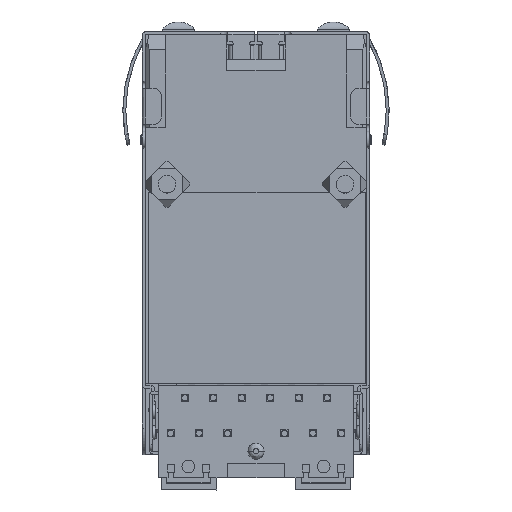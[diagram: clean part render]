
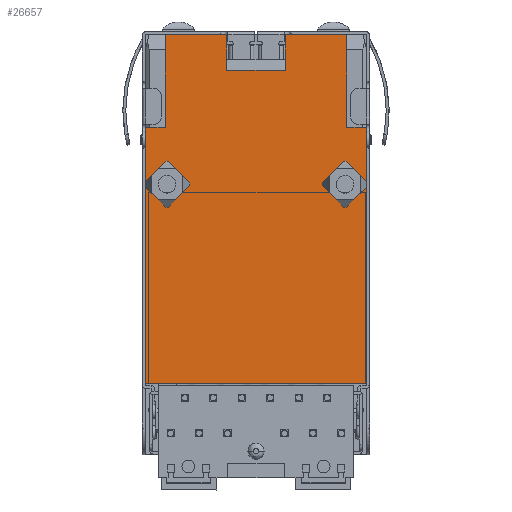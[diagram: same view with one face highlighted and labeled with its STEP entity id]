
A CAD part, front view. The second image highlights one B-rep face of the part: STEP entity #26657.
In plain terms, the highlighted planar face has unit normal (0, -1, 0).
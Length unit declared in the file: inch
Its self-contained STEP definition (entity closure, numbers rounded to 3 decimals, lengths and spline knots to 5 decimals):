
#272=LINE('',#36275,#2168);
#276=LINE('',#36326,#2172);
#278=LINE('',#36330,#2174);
#279=LINE('',#36338,#2175);
#281=LINE('',#36353,#2177);
#283=LINE('',#36357,#2179);
#284=LINE('',#36358,#2180);
#450=LINE('',#37892,#2346);
#451=LINE('',#37899,#2347);
#452=LINE('',#37910,#2348);
#455=LINE('',#37958,#2351);
#459=LINE('',#37973,#2355);
#461=LINE('',#37977,#2357);
#464=LINE('',#38014,#2360);
#467=LINE('',#38023,#2363);
#470=LINE('',#38034,#2366);
#471=LINE('',#38035,#2367);
#2168=VECTOR('',#30210,39.37008);
#2172=VECTOR('',#30230,39.37008);
#2174=VECTOR('',#30234,39.37008);
#2175=VECTOR('',#30239,39.37008);
#2177=VECTOR('',#30245,39.37008);
#2179=VECTOR('',#30249,39.37008);
#2180=VECTOR('',#30250,39.37008);
#2346=VECTOR('',#30840,39.37008);
#2347=VECTOR('',#30843,39.37008);
#2348=VECTOR('',#30846,39.37008);
#2351=VECTOR('',#30869,39.37008);
#2355=VECTOR('',#30879,39.37008);
#2357=VECTOR('',#30883,39.37008);
#2360=VECTOR('',#30892,39.37008);
#2363=VECTOR('',#30899,39.37008);
#2366=VECTOR('',#30906,39.37008);
#2367=VECTOR('',#30907,39.37008);
#4336=B_SPLINE_CURVE_WITH_KNOTS('',1,(#36035,#36036),.UNSPECIFIED.,.F.,
 .F.,(2,2),(0.,1.),.UNSPECIFIED.);
#4341=B_SPLINE_CURVE_WITH_KNOTS('',3,(#36054,#36055,#36056,#36057),
 .UNSPECIFIED.,.F.,.F.,(4,4),(0.,1.),.UNSPECIFIED.);
#4394=B_SPLINE_CURVE_WITH_KNOTS('',1,(#36283,#36284),.UNSPECIFIED.,.F.,
 .F.,(2,2),(0.,1.),.UNSPECIFIED.);
#4397=B_SPLINE_CURVE_WITH_KNOTS('',1,(#36293,#36294),.UNSPECIFIED.,.F.,
 .F.,(2,2),(0.,1.),.UNSPECIFIED.);
#4700=B_SPLINE_CURVE_WITH_KNOTS('',1,(#37791,#37792),.UNSPECIFIED.,.F.,
 .F.,(2,2),(0.,1.),.UNSPECIFIED.);
#4714=B_SPLINE_CURVE_WITH_KNOTS('',1,(#37864,#37865),.UNSPECIFIED.,.F.,
 .F.,(2,2),(0.,1.),.UNSPECIFIED.);
#4716=B_SPLINE_CURVE_WITH_KNOTS('',1,(#37873,#37874),.UNSPECIFIED.,.F.,
 .F.,(2,2),(0.,1.),.UNSPECIFIED.);
#4732=B_SPLINE_CURVE_WITH_KNOTS('',1,(#37940,#37941),.UNSPECIFIED.,.F.,
 .F.,(2,2),(0.,1.),.UNSPECIFIED.);
#4734=B_SPLINE_CURVE_WITH_KNOTS('',1,(#37948,#37949),.UNSPECIFIED.,.F.,
 .F.,(2,2),(0.,1.),.UNSPECIFIED.);
#4737=B_SPLINE_CURVE_WITH_KNOTS('',1,(#37959,#37960),.UNSPECIFIED.,.F.,
 .F.,(2,2),(0.,1.),.UNSPECIFIED.);
#4747=B_SPLINE_CURVE_WITH_KNOTS('',1,(#38020,#38021),.UNSPECIFIED.,.F.,
 .F.,(2,2),(0.,1.),.UNSPECIFIED.);
#7660=ORIENTED_EDGE('',*,*,#14805,.F.);
#7661=ORIENTED_EDGE('',*,*,#14786,.T.);
#7662=ORIENTED_EDGE('',*,*,#14784,.F.);
#7663=ORIENTED_EDGE('',*,*,#14779,.T.);
#7664=ORIENTED_EDGE('',*,*,#14772,.T.);
#7665=ORIENTED_EDGE('',*,*,#14775,.F.);
#7666=ORIENTED_EDGE('',*,*,#14745,.F.);
#7667=ORIENTED_EDGE('',*,*,#14749,.F.);
#7668=ORIENTED_EDGE('',*,*,#14755,.F.);
#7669=ORIENTED_EDGE('',*,*,#14758,.T.);
#7670=ORIENTED_EDGE('',*,*,#14762,.T.);
#7671=ORIENTED_EDGE('',*,*,#14778,.T.);
#7672=ORIENTED_EDGE('',*,*,#14721,.T.);
#7673=ORIENTED_EDGE('',*,*,#14230,.F.);
#7674=ORIENTED_EDGE('',*,*,#14222,.F.);
#7675=ORIENTED_EDGE('',*,*,#14227,.T.);
#7676=ORIENTED_EDGE('',*,*,#14217,.T.);
#7677=ORIENTED_EDGE('',*,*,#14219,.T.);
#7678=ORIENTED_EDGE('',*,*,#14198,.T.);
#7679=ORIENTED_EDGE('',*,*,#14201,.F.);
#7680=ORIENTED_EDGE('',*,*,#14204,.F.);
#7681=ORIENTED_EDGE('',*,*,#14229,.F.);
#7682=ORIENTED_EDGE('',*,*,#14123,.F.);
#7683=ORIENTED_EDGE('',*,*,#14129,.F.);
#7684=ORIENTED_EDGE('',*,*,#14806,.F.);
#7685=ORIENTED_EDGE('',*,*,#14801,.T.);
#7686=ORIENTED_EDGE('',*,*,#14800,.F.);
#7687=ORIENTED_EDGE('',*,*,#14797,.F.);
#14123=EDGE_CURVE('',#18626,#18627,#4336,.T.);
#14129=EDGE_CURVE('',#18630,#18626,#4341,.T.);
#14198=EDGE_CURVE('',#18688,#18687,#272,.T.);
#14201=EDGE_CURVE('',#18689,#18687,#4394,.T.);
#14204=EDGE_CURVE('',#18692,#18689,#4397,.T.);
#14217=EDGE_CURVE('',#18701,#18700,#276,.T.);
#14219=EDGE_CURVE('',#18700,#18688,#278,.F.);
#14222=EDGE_CURVE('',#18703,#18704,#279,.F.);
#14227=EDGE_CURVE('',#18703,#18701,#281,.F.);
#14229=EDGE_CURVE('',#18627,#18692,#283,.F.);
#14230=EDGE_CURVE('',#18704,#18707,#284,.F.);
#14721=EDGE_CURVE('',#19024,#18707,#4700,.T.);
#14745=EDGE_CURVE('',#19039,#19040,#4714,.T.);
#14749=EDGE_CURVE('',#19041,#19039,#4716,.T.);
#14755=EDGE_CURVE('',#19046,#19041,#450,.F.);
#14758=EDGE_CURVE('',#19046,#19047,#451,.F.);
#14762=EDGE_CURVE('',#19047,#19050,#452,.T.);
#14772=EDGE_CURVE('',#19058,#19057,#4732,.T.);
#14775=EDGE_CURVE('',#19040,#19057,#4734,.T.);
#14778=EDGE_CURVE('',#19050,#19024,#455,.T.);
#14779=EDGE_CURVE('',#19060,#19058,#4737,.T.);
#14784=EDGE_CURVE('',#19060,#19062,#459,.T.);
#14786=EDGE_CURVE('',#19063,#19062,#461,.T.);
#14797=EDGE_CURVE('',#19071,#19072,#464,.F.);
#14800=EDGE_CURVE('',#19072,#19073,#4747,.T.);
#14801=EDGE_CURVE('',#19074,#19073,#467,.T.);
#14805=EDGE_CURVE('',#19063,#19071,#470,.T.);
#14806=EDGE_CURVE('',#19074,#18630,#471,.T.);
#18626=VERTEX_POINT('',#36037);
#18627=VERTEX_POINT('',#36038);
#18630=VERTEX_POINT('',#36053);
#18687=VERTEX_POINT('',#36274);
#18688=VERTEX_POINT('',#36276);
#18689=VERTEX_POINT('',#36282);
#18692=VERTEX_POINT('',#36292);
#18700=VERTEX_POINT('',#36325);
#18701=VERTEX_POINT('',#36327);
#18703=VERTEX_POINT('',#36339);
#18704=VERTEX_POINT('',#36340);
#18707=VERTEX_POINT('',#36359);
#19024=VERTEX_POINT('',#37793);
#19039=VERTEX_POINT('',#37863);
#19040=VERTEX_POINT('',#37866);
#19041=VERTEX_POINT('',#37872);
#19046=VERTEX_POINT('',#37891);
#19047=VERTEX_POINT('',#37898);
#19050=VERTEX_POINT('',#37909);
#19057=VERTEX_POINT('',#37939);
#19058=VERTEX_POINT('',#37942);
#19060=VERTEX_POINT('',#37961);
#19062=VERTEX_POINT('',#37974);
#19063=VERTEX_POINT('',#37978);
#19071=VERTEX_POINT('',#38013);
#19072=VERTEX_POINT('',#38015);
#19073=VERTEX_POINT('',#38019);
#19074=VERTEX_POINT('',#38024);
#22397=EDGE_LOOP('',(#7660,#7661,#7662,#7663,#7664,#7665,#7666,#7667,#7668,
#7669,#7670,#7671,#7672,#7673,#7674,#7675,#7676,#7677,#7678,#7679,#7680,
#7681,#7682,#7683,#7684,#7685,#7686,#7687));
#23965=FACE_BOUND('',#22397,.T.);
#25490=PLANE('',#28454);
#26657=ADVANCED_FACE('',(#23965),#25490,.F.);
#28454=AXIS2_PLACEMENT_3D('',#38033,#30904,#30905);
#30210=DIRECTION('',(0.707,0.,0.707));
#30230=DIRECTION('',(-0.707,0.,0.707));
#30234=DIRECTION('',(0.,0.,-1.));
#30239=DIRECTION('',(-0.707,0.,-0.707));
#30245=DIRECTION('',(1.,0.,0.));
#30249=DIRECTION('',(0.,0.,1.));
#30250=DIRECTION('',(0.,0.,1.));
#30840=DIRECTION('',(-0.707,0.,-0.707));
#30843=DIRECTION('',(1.,0.,0.));
#30846=DIRECTION('',(-0.707,0.,0.707));
#30869=DIRECTION('',(0.,0.,-1.));
#30879=DIRECTION('',(1.,0.,0.));
#30883=DIRECTION('',(0.,0.,-1.));
#30892=DIRECTION('',(0.,0.,1.));
#30899=DIRECTION('',(0.,0.,-1.));
#30904=DIRECTION('',(0.,1.,0.));
#30905=DIRECTION('',(1.,0.,0.));
#30906=DIRECTION('',(1.,0.,0.));
#30907=DIRECTION('',(1.,0.,0.));
#36035=CARTESIAN_POINT('',(0.255,-0.039,-0.26));
#36036=CARTESIAN_POINT('',(0.31,-0.039,-0.26));
#36037=CARTESIAN_POINT('',(0.255,-0.039,-0.26));
#36038=CARTESIAN_POINT('',(0.31,-0.039,-0.26));
#36053=CARTESIAN_POINT('',(0.255,-0.039,0.));
#36054=CARTESIAN_POINT('',(0.255,-0.039,0.));
#36055=CARTESIAN_POINT('',(0.255,-0.039,-0.08667));
#36056=CARTESIAN_POINT('',(0.255,-0.039,-0.17333));
#36057=CARTESIAN_POINT('',(0.255,-0.039,-0.26));
#36274=CARTESIAN_POINT('',(0.24612,-0.039,-0.356));
#36275=CARTESIAN_POINT('',(0.186,-0.039,-0.41612));
#36276=CARTESIAN_POINT('',(0.186,-0.039,-0.41612));
#36282=CARTESIAN_POINT('',(0.25388,-0.039,-0.356));
#36283=CARTESIAN_POINT('',(0.25388,-0.039,-0.356));
#36284=CARTESIAN_POINT('',(0.24612,-0.039,-0.356));
#36292=CARTESIAN_POINT('',(0.31,-0.039,-0.41212));
#36293=CARTESIAN_POINT('',(0.31,-0.039,-0.41212));
#36294=CARTESIAN_POINT('',(0.25388,-0.039,-0.356));
#36325=CARTESIAN_POINT('',(0.186,-0.039,-0.42388));
#36326=CARTESIAN_POINT('',(0.24612,-0.039,-0.484));
#36327=CARTESIAN_POINT('',(0.24612,-0.039,-0.484));
#36330=CARTESIAN_POINT('',(0.186,-0.039,-0.4905));
#36338=CARTESIAN_POINT('',(0.28194,-0.039,-0.45594));
#36339=CARTESIAN_POINT('',(0.25388,-0.039,-0.484));
#36340=CARTESIAN_POINT('',(0.31,-0.039,-0.42788));
#36353=CARTESIAN_POINT('',(0.,-0.039,-0.484));
#36357=CARTESIAN_POINT('',(0.31,-0.039,-0.5105));
#36358=CARTESIAN_POINT('',(0.31,-0.039,-0.5105));
#36359=CARTESIAN_POINT('',(0.31,-0.039,-0.981));
#37791=CARTESIAN_POINT('',(-0.31,-0.039,-0.981));
#37792=CARTESIAN_POINT('',(0.31,-0.039,-0.981));
#37793=CARTESIAN_POINT('',(-0.31,-0.039,-0.981));
#37863=CARTESIAN_POINT('',(-0.186,-0.039,-0.41612));
#37864=CARTESIAN_POINT('',(-0.186,-0.039,-0.41612));
#37865=CARTESIAN_POINT('',(-0.24612,-0.039,-0.356));
#37866=CARTESIAN_POINT('',(-0.24612,-0.039,-0.356));
#37872=CARTESIAN_POINT('',(-0.186,-0.039,-0.42388));
#37873=CARTESIAN_POINT('',(-0.186,-0.039,-0.42388));
#37874=CARTESIAN_POINT('',(-0.186,-0.039,-0.41612));
#37891=CARTESIAN_POINT('',(-0.24612,-0.039,-0.484));
#37892=CARTESIAN_POINT('',(-0.21606,-0.039,-0.45394));
#37898=CARTESIAN_POINT('',(-0.25388,-0.039,-0.484));
#37899=CARTESIAN_POINT('',(0.,-0.039,-0.484));
#37909=CARTESIAN_POINT('',(-0.31,-0.039,-0.42788));
#37910=CARTESIAN_POINT('',(-0.25388,-0.039,-0.484));
#37939=CARTESIAN_POINT('',(-0.25388,-0.039,-0.356));
#37940=CARTESIAN_POINT('',(-0.31,-0.039,-0.41212));
#37941=CARTESIAN_POINT('',(-0.25388,-0.039,-0.356));
#37942=CARTESIAN_POINT('',(-0.31,-0.039,-0.41212));
#37948=CARTESIAN_POINT('',(-0.24612,-0.039,-0.356));
#37949=CARTESIAN_POINT('',(-0.25388,-0.039,-0.356));
#37958=CARTESIAN_POINT('',(-0.31,-0.039,-0.4905));
#37959=CARTESIAN_POINT('',(-0.31,-0.039,-0.26));
#37960=CARTESIAN_POINT('',(-0.31,-0.039,-0.41212));
#37961=CARTESIAN_POINT('',(-0.31,-0.039,-0.26));
#37973=CARTESIAN_POINT('',(-0.2825,-0.039,-0.26));
#37974=CARTESIAN_POINT('',(-0.255,-0.039,-0.26));
#37977=CARTESIAN_POINT('',(-0.255,-0.039,-0.4905));
#37978=CARTESIAN_POINT('',(-0.255,-0.039,0.));
#38013=CARTESIAN_POINT('',(-0.082,-0.039,0.));
#38014=CARTESIAN_POINT('',(-0.082,-0.039,-0.05));
#38015=CARTESIAN_POINT('',(-0.082,-0.039,-0.1));
#38019=CARTESIAN_POINT('',(0.082,-0.039,-0.1));
#38020=CARTESIAN_POINT('',(-0.082,-0.039,-0.1));
#38021=CARTESIAN_POINT('',(0.082,-0.039,-0.1));
#38023=CARTESIAN_POINT('',(0.082,-0.039,-0.4905));
#38024=CARTESIAN_POINT('',(0.082,-0.039,0.));
#38033=CARTESIAN_POINT('',(0.,-0.039,-0.4905));
#38034=CARTESIAN_POINT('',(0.,-0.039,0.));
#38035=CARTESIAN_POINT('',(0.,-0.039,0.));
